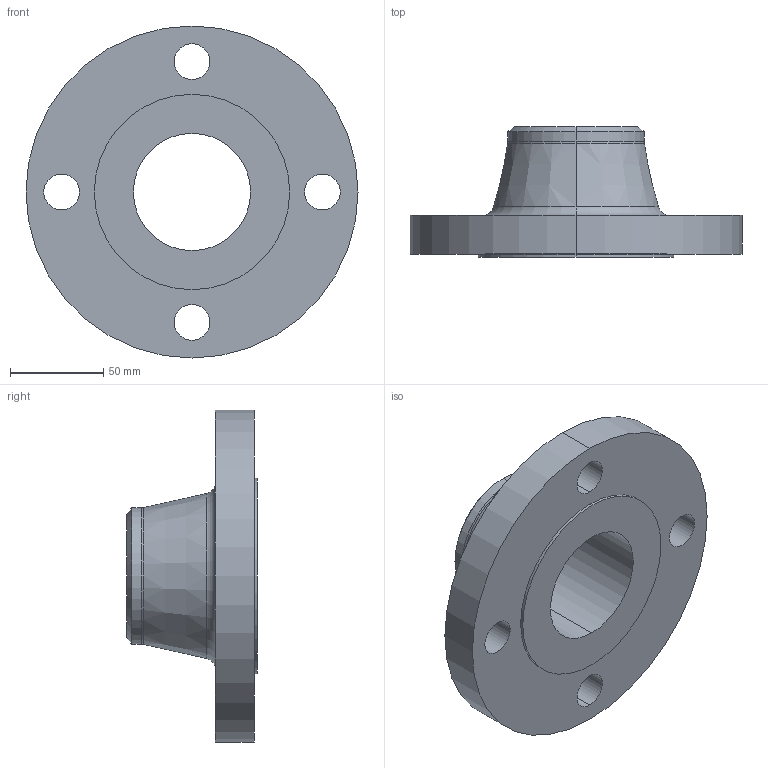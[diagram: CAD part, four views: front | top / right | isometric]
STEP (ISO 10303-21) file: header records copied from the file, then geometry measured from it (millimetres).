
FILE_DESCRIPTION (( 'STEP AP203' ), '1' );
FILE_NAME ('3D_R283-DN150_2 1-2_40S_183116_178301220.STEP', '2024-10-10T06:24:27', ( '' ), ( '' ), 'SwSTEP 2.0', 'SolidWorks 2024', '' );
FILE_SCHEMA (( 'CONFIG_CONTROL_DESIGN' ));
Length unit declared in the file: millimetre
Products named in the file (1): 3D_R283-DN150_2 1-2_40S_183116_178301220
Bounding box: 177.8 x 69.9 x 177.8 mm (x, y, z)
Volume: 531694.1 mm3; surface area: 81227.7 mm2
Topology: 1 solids, 1 shells, 28 faces, 64 edges, 40 vertices
Faces by surface type: cylinder 16, torus 4, cone 4, plane 4
Entity records: 905 total; most frequent: DIRECTION 166, CARTESIAN_POINT 133, ORIENTED_EDGE 128, AXIS2_PLACEMENT_3D 73, EDGE_CURVE 64, CIRCLE 44, EDGE_LOOP 40, VERTEX_POINT 40
